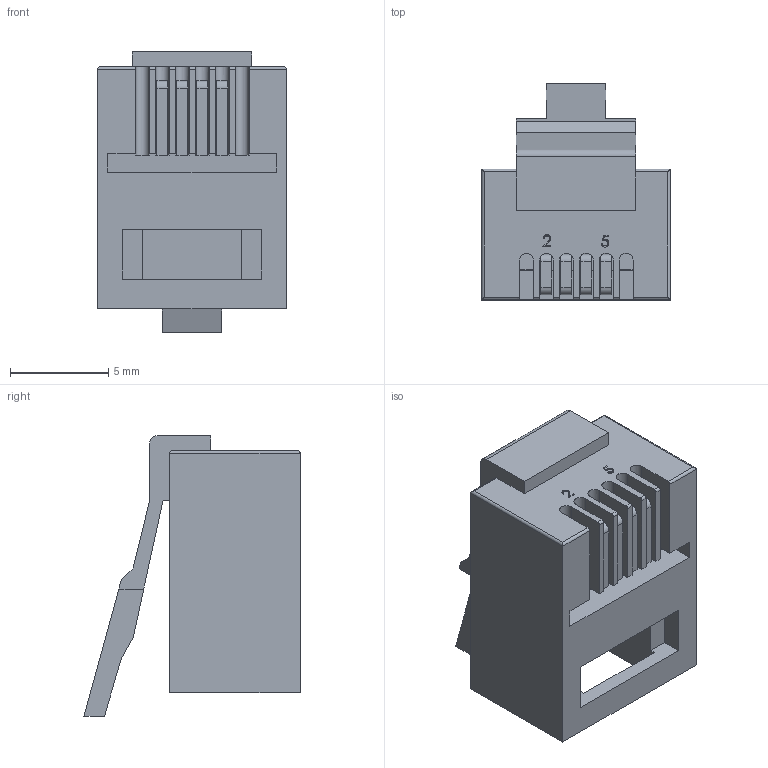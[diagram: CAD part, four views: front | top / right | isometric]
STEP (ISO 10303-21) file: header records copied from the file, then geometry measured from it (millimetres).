
FILE_DESCRIPTION (( 'STEP AP203' ), '1' );
FILE_NAME ('TD6P4C.STEP', '2006-06-30T18:55:14', ( ' ' ), ( ' ' ), 'SwSTEP 2.0', 'SolidWorks 2005354', '' );
FILE_SCHEMA (( 'CONFIG_CONTROL_DESIGN' ));
Length unit declared in the file: inch
Products named in the file (1): TD6P4C
Bounding box: 9.63 x 11.03 x 14.29 mm (x, y, z)
Volume: 700.5 mm3; surface area: 979.7 mm2
Topology: 1 solids, 1 shells, 159 faces, 453 edges, 298 vertices
Faces by surface type: plane 119, cylinder 26, bspline 14
Entity records: 6522 total; most frequent: CARTESIAN_POINT 2373, ORIENTED_EDGE 906, DIRECTION 757, EDGE_CURVE 453, VECTOR 361, LINE 361, VERTEX_POINT 298, AXIS2_PLACEMENT_3D 198
